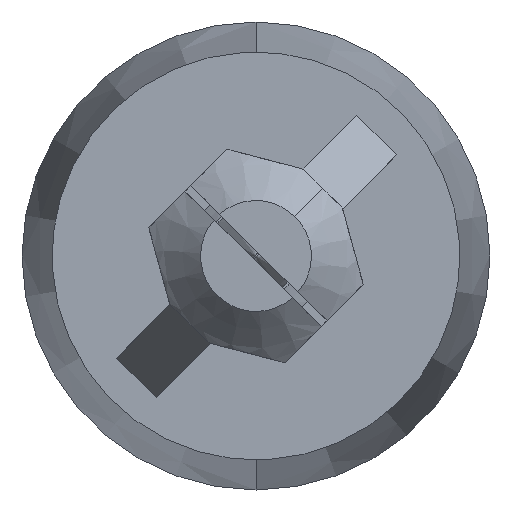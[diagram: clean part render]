
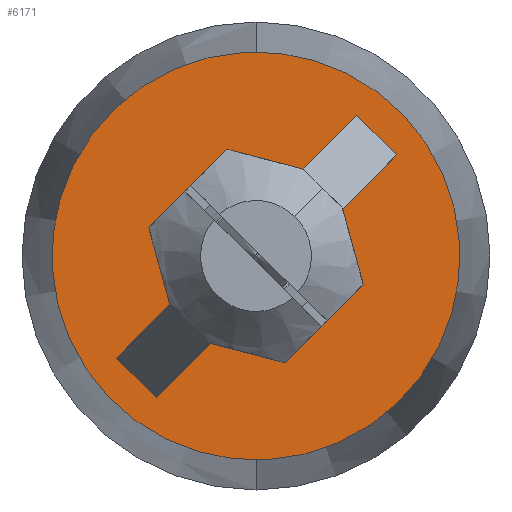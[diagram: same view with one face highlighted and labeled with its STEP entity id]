
A CAD part, front view. The second image highlights one B-rep face of the part: STEP entity #6171.
In plain terms, the highlighted face is planar.
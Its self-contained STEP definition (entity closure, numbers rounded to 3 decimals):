
#30 = AXIS2_PLACEMENT_3D ( 'NONE', #5585, #1543, #1631 ) ;
#602 = CIRCLE ( 'NONE', #1979, 3.25 ) ;
#685 = DIRECTION ( 'NONE',  ( 1., 0., 0. ) ) ;
#762 = CARTESIAN_POINT ( 'NONE',  ( -8.5, 0., 1.5 ) ) ;
#1005 = EDGE_CURVE ( 'NONE', #5867, #1084, #2482, .T. ) ;
#1076 = PLANE ( 'NONE',  #2018 ) ;
#1084 = VERTEX_POINT ( 'NONE', #2293 ) ;
#1102 = DIRECTION ( 'NONE',  ( 0., 0., 1. ) ) ;
#1421 = CIRCLE ( 'NONE', #5250, 3.25 ) ;
#1515 = EDGE_LOOP ( 'NONE', ( #4002, #6769 ) ) ;
#1543 = DIRECTION ( 'NONE',  ( 0., 0., 1. ) ) ;
#1551 = CARTESIAN_POINT ( 'NONE',  ( 0., 0., 1.5 ) ) ;
#1631 = DIRECTION ( 'NONE',  ( 1., 0., 0. ) ) ;
#1722 = DIRECTION ( 'NONE',  ( 1., 0., 0. ) ) ;
#1979 = AXIS2_PLACEMENT_3D ( 'NONE', #1551, #2769, #6120 ) ;
#2018 = AXIS2_PLACEMENT_3D ( 'NONE', #5108, #2849, #1722 ) ;
#2258 = DIRECTION ( 'NONE',  ( 1., 0., 0. ) ) ;
#2293 = CARTESIAN_POINT ( 'NONE',  ( 8.5, 0., 1.5 ) ) ;
#2461 = EDGE_CURVE ( 'NONE', #1084, #5867, #6536, .T. ) ;
#2482 = CIRCLE ( 'NONE', #30, 8.5 ) ;
#2769 = DIRECTION ( 'NONE',  ( 0., 0., 1. ) ) ;
#2849 = DIRECTION ( 'NONE',  ( 0., 0., 1. ) ) ;
#2982 = ORIENTED_EDGE ( 'NONE', *, *, #7239, .F. ) ;
#2998 = CARTESIAN_POINT ( 'NONE',  ( 0., 0., 1.5 ) ) ;
#3350 = CARTESIAN_POINT ( 'NONE',  ( 3.25, 0., 1.5 ) ) ;
#3420 = EDGE_LOOP ( 'NONE', ( #6973, #2982 ) ) ;
#3606 = VERTEX_POINT ( 'NONE', #3350 ) ;
#4002 = ORIENTED_EDGE ( 'NONE', *, *, #1005, .T. ) ;
#4427 = AXIS2_PLACEMENT_3D ( 'NONE', #2998, #7010, #685 ) ;
#5108 = CARTESIAN_POINT ( 'NONE',  ( 0., 0., 1.5 ) ) ;
#5250 = AXIS2_PLACEMENT_3D ( 'NONE', #6827, #1102, #2258 ) ;
#5585 = CARTESIAN_POINT ( 'NONE',  ( 0., 0., 1.5 ) ) ;
#5867 = VERTEX_POINT ( 'NONE', #762 ) ;
#6098 = VERTEX_POINT ( 'NONE', #6223 ) ;
#6120 = DIRECTION ( 'NONE',  ( 1., 0., 0. ) ) ;
#6161 = FACE_OUTER_BOUND ( 'NONE', #1515, .T. ) ;
#6171 = ADVANCED_FACE ( 'NONE', ( #6161, #7347 ), #1076, .T. ) ;
#6223 = CARTESIAN_POINT ( 'NONE',  ( -3.25, 0., 1.5 ) ) ;
#6536 = CIRCLE ( 'NONE', #4427, 8.5 ) ;
#6769 = ORIENTED_EDGE ( 'NONE', *, *, #2461, .T. ) ;
#6827 = CARTESIAN_POINT ( 'NONE',  ( 0., 0., 1.5 ) ) ;
#6850 = EDGE_CURVE ( 'NONE', #6098, #3606, #1421, .T. ) ;
#6973 = ORIENTED_EDGE ( 'NONE', *, *, #6850, .F. ) ;
#7010 = DIRECTION ( 'NONE',  ( 0., 0., 1. ) ) ;
#7239 = EDGE_CURVE ( 'NONE', #3606, #6098, #602, .T. ) ;
#7347 = FACE_BOUND ( 'NONE', #3420, .T. ) ;
